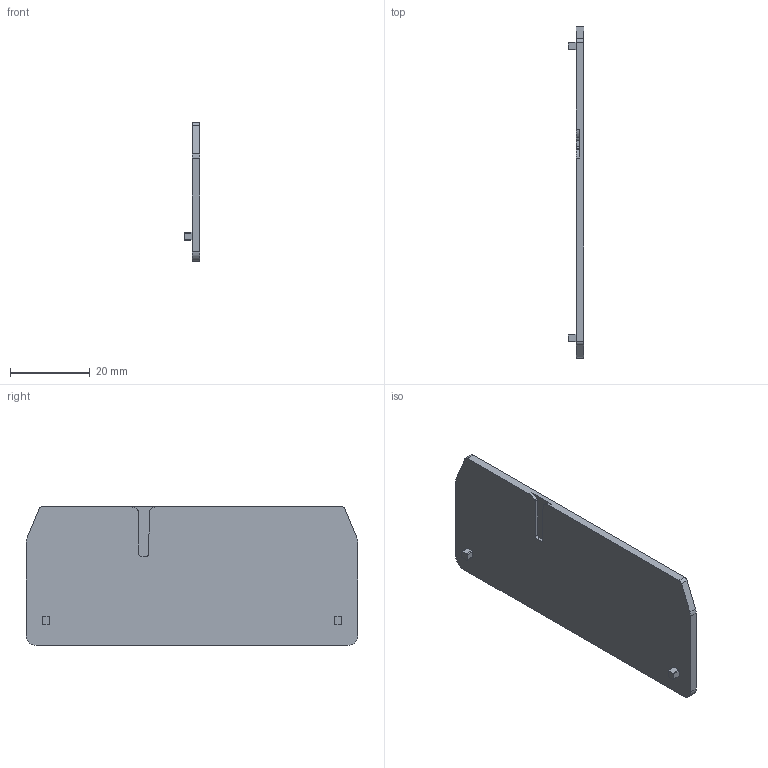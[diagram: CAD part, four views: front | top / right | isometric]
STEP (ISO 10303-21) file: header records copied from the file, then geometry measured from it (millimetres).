
FILE_DESCRIPTION(('CATIA V5R22 STEP214','CAx-IF Rec.Pracs.--- Model Styling and Organization---1.4--- 2014-01-23'),'2;1');
FILE_NAME ('031567-2_0', '2021-06-21T08:58:06+00:00', ('Weidmueller Interface'), ('Weidmueller'), 'CATIA Version 5-6 Release 2016 SP3 HF44', 'CATIA V5 STEP AP214', 'none');
FILE_SCHEMA(('AUTOMOTIVE_DESIGN { 1 0 10303 214 1 1 1 1 }'));
Length unit declared in the file: millimetre
Products named in the file (1): 7904110000
Bounding box: 4 x 83.35 x 34.85 mm (x, y, z)
Volume: 5732.7 mm3; surface area: 6249.8 mm2
Topology: 1 solids, 1 shells, 42 faces, 114 edges, 76 vertices
Faces by surface type: plane 23, cylinder 19
Entity records: 1332 total; most frequent: CARTESIAN_POINT 234, ORIENTED_EDGE 228, DIRECTION 200, EDGE_CURVE 114, AXIS2_PLACEMENT_3D 82, VECTOR 76, LINE 76, VERTEX_POINT 76
